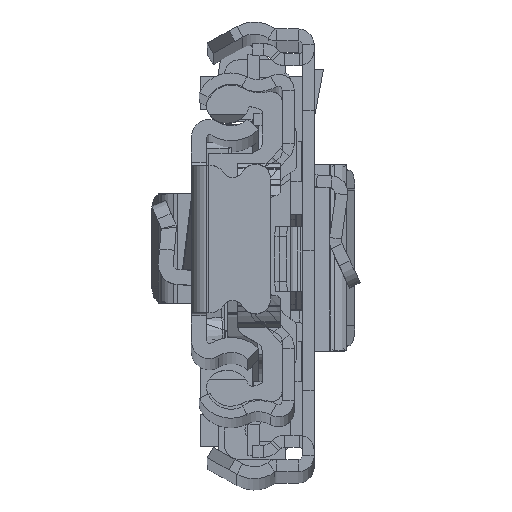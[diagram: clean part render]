
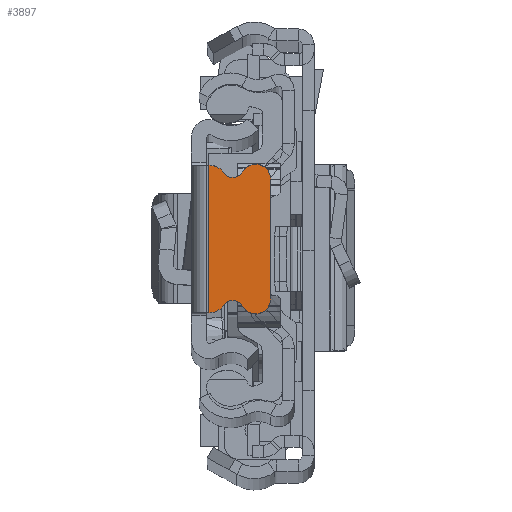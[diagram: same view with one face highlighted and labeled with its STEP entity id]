
A CAD part, top view. The second image highlights one B-rep face of the part: STEP entity #3897.
In plain terms, the highlighted planar face has unit normal (0, 0, 1).
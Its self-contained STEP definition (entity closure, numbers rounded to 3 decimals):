
#727 = AXIS2_PLACEMENT_3D ( 'NONE', #24132, #29777, #10987 ) ;
#772 = PLANE ( 'NONE',  #1866 ) ;
#1318 = DIRECTION ( 'NONE',  ( 0., 0., -1. ) ) ;
#1462 = ORIENTED_EDGE ( 'NONE', *, *, #31135, .T. ) ;
#1866 = AXIS2_PLACEMENT_3D ( 'NONE', #24744, #30026, #11180 ) ;
#2610 = CARTESIAN_POINT ( 'NONE',  ( -5.109, 6.713, 0. ) ) ;
#2798 = CIRCLE ( 'NONE', #20206, 1.1 ) ;
#3182 = VECTOR ( 'NONE', #21871, 1000. ) ;
#3465 = DIRECTION ( 'NONE',  ( 1., 0., 0. ) ) ;
#3601 = EDGE_CURVE ( 'NONE', #19605, #22673, #2798, .T. ) ;
#3897 = ADVANCED_FACE ( 'NONE', ( #19445 ), #772, .T. ) ;
#4255 = CARTESIAN_POINT ( 'NONE',  ( -1.929, -7.37, 0. ) ) ;
#4370 = DIRECTION ( 'NONE',  ( 0., -1., 0. ) ) ;
#4504 = VERTEX_POINT ( 'NONE', #13390 ) ;
#5681 = VERTEX_POINT ( 'NONE', #29956 ) ;
#5714 = EDGE_LOOP ( 'NONE', ( #24450, #6059, #6704, #12629, #26340, #1462, #7210, #22762, #15059, #26071 ) ) ;
#5866 = CARTESIAN_POINT ( 'NONE',  ( -1.929, -7.37, 0. ) ) ;
#6059 = ORIENTED_EDGE ( 'NONE', *, *, #13683, .F. ) ;
#6704 = ORIENTED_EDGE ( 'NONE', *, *, #28384, .T. ) ;
#7029 = AXIS2_PLACEMENT_3D ( 'NONE', #17347, #1318, #24453 ) ;
#7210 = ORIENTED_EDGE ( 'NONE', *, *, #13084, .T. ) ;
#7629 = CARTESIAN_POINT ( 'NONE',  ( -1.75, -7.37, 0. ) ) ;
#8810 = VERTEX_POINT ( 'NONE', #4255 ) ;
#9543 = CIRCLE ( 'NONE', #30921, 1.5 ) ;
#10017 = CARTESIAN_POINT ( 'NONE',  ( -1.75, 7.37, 0. ) ) ;
#10615 = LINE ( 'NONE', #5866, #3182 ) ;
#10987 = DIRECTION ( 'NONE',  ( 1., 0., 0. ) ) ;
#11180 = DIRECTION ( 'NONE',  ( 1., 0., 0. ) ) ;
#11296 = CARTESIAN_POINT ( 'NONE',  ( -3.206, 6.658, 0. ) ) ;
#11810 = VERTEX_POINT ( 'NONE', #26291 ) ;
#11872 = DIRECTION ( 'NONE',  ( -1., 0., 0. ) ) ;
#12482 = EDGE_CURVE ( 'NONE', #32156, #11810, #22192, .T. ) ;
#12629 = ORIENTED_EDGE ( 'NONE', *, *, #3601, .T. ) ;
#12881 = AXIS2_PLACEMENT_3D ( 'NONE', #14074, #32408, #22165 ) ;
#13084 = EDGE_CURVE ( 'NONE', #5681, #32156, #14913, .T. ) ;
#13390 = CARTESIAN_POINT ( 'NONE',  ( -7.929, 6., 0. ) ) ;
#13683 = EDGE_CURVE ( 'NONE', #31949, #16521, #22631, .T. ) ;
#14074 = CARTESIAN_POINT ( 'NONE',  ( -1.929, 5.87, 0. ) ) ;
#14913 = CIRCLE ( 'NONE', #34599, 1.5 ) ;
#15059 = ORIENTED_EDGE ( 'NONE', *, *, #21510, .T. ) ;
#15410 = CARTESIAN_POINT ( 'NONE',  ( -1.75, 0., 0. ) ) ;
#16521 = VERTEX_POINT ( 'NONE', #10017 ) ;
#16802 = CARTESIAN_POINT ( 'NONE',  ( -6.429, 6., 0. ) ) ;
#17347 = CARTESIAN_POINT ( 'NONE',  ( -4.142, -7.236, 0. ) ) ;
#17904 = CARTESIAN_POINT ( 'NONE',  ( -7.929, -6., 0. ) ) ;
#18491 = CARTESIAN_POINT ( 'NONE',  ( -5.109, -6.713, 0. ) ) ;
#19015 = EDGE_CURVE ( 'NONE', #16521, #20859, #20700, .T. ) ;
#19445 = FACE_OUTER_BOUND ( 'NONE', #5714, .T. ) ;
#19605 = VERTEX_POINT ( 'NONE', #11296 ) ;
#19626 = CIRCLE ( 'NONE', #12881, 1.5 ) ;
#20206 = AXIS2_PLACEMENT_3D ( 'NONE', #24305, #32761, #26983 ) ;
#20700 = LINE ( 'NONE', #15410, #21786 ) ;
#20809 = VECTOR ( 'NONE', #4370, 1000. ) ;
#20859 = VERTEX_POINT ( 'NONE', #7629 ) ;
#21015 = EDGE_CURVE ( 'NONE', #20859, #8810, #10615, .T. ) ;
#21510 = EDGE_CURVE ( 'NONE', #11810, #8810, #29984, .T. ) ;
#21786 = VECTOR ( 'NONE', #33750, 1000. ) ;
#21871 = DIRECTION ( 'NONE',  ( -1., 0., 0. ) ) ;
#22165 = DIRECTION ( 'NONE',  ( -1., 0., 0. ) ) ;
#22192 = CIRCLE ( 'NONE', #7029, 1.1 ) ;
#22631 = LINE ( 'NONE', #25283, #31979 ) ;
#22673 = VERTEX_POINT ( 'NONE', #2610 ) ;
#22762 = ORIENTED_EDGE ( 'NONE', *, *, #12482, .T. ) ;
#22905 = CARTESIAN_POINT ( 'NONE',  ( -1.929, 7.37, 0. ) ) ;
#24132 = CARTESIAN_POINT ( 'NONE',  ( -1.929, -5.87, 0. ) ) ;
#24305 = CARTESIAN_POINT ( 'NONE',  ( -4.142, 7.236, 0. ) ) ;
#24450 = ORIENTED_EDGE ( 'NONE', *, *, #19015, .F. ) ;
#24453 = DIRECTION ( 'NONE',  ( -1., 0., 0. ) ) ;
#24744 = CARTESIAN_POINT ( 'NONE',  ( 642.771, 0., 0. ) ) ;
#25283 = CARTESIAN_POINT ( 'NONE',  ( -1.929, 7.37, 0. ) ) ;
#26071 = ORIENTED_EDGE ( 'NONE', *, *, #21015, .F. ) ;
#26291 = CARTESIAN_POINT ( 'NONE',  ( -3.206, -6.658, 0. ) ) ;
#26340 = ORIENTED_EDGE ( 'NONE', *, *, #28762, .T. ) ;
#26815 = DIRECTION ( 'NONE',  ( 1., 0., 0. ) ) ;
#26983 = DIRECTION ( 'NONE',  ( 1., 0., 0. ) ) ;
#28384 = EDGE_CURVE ( 'NONE', #31949, #19605, #19626, .T. ) ;
#28672 = LINE ( 'NONE', #17904, #20809 ) ;
#28762 = EDGE_CURVE ( 'NONE', #22673, #4504, #9543, .T. ) ;
#29458 = CARTESIAN_POINT ( 'NONE',  ( -6.429, -6., 0. ) ) ;
#29777 = DIRECTION ( 'NONE',  ( 0., 0., 1. ) ) ;
#29956 = CARTESIAN_POINT ( 'NONE',  ( -7.929, -6., 0. ) ) ;
#29984 = CIRCLE ( 'NONE', #727, 1.5 ) ;
#30024 = DIRECTION ( 'NONE',  ( 0., 0., 1. ) ) ;
#30026 = DIRECTION ( 'NONE',  ( 0., 0., 1. ) ) ;
#30921 = AXIS2_PLACEMENT_3D ( 'NONE', #16802, #30024, #11872 ) ;
#31135 = EDGE_CURVE ( 'NONE', #4504, #5681, #28672, .T. ) ;
#31949 = VERTEX_POINT ( 'NONE', #22905 ) ;
#31979 = VECTOR ( 'NONE', #3465, 1000. ) ;
#32156 = VERTEX_POINT ( 'NONE', #18491 ) ;
#32261 = DIRECTION ( 'NONE',  ( 0., 0., 1. ) ) ;
#32408 = DIRECTION ( 'NONE',  ( 0., 0., 1. ) ) ;
#32761 = DIRECTION ( 'NONE',  ( 0., 0., -1. ) ) ;
#33750 = DIRECTION ( 'NONE',  ( 0., -1., 0. ) ) ;
#34599 = AXIS2_PLACEMENT_3D ( 'NONE', #29458, #32261, #26815 ) ;
